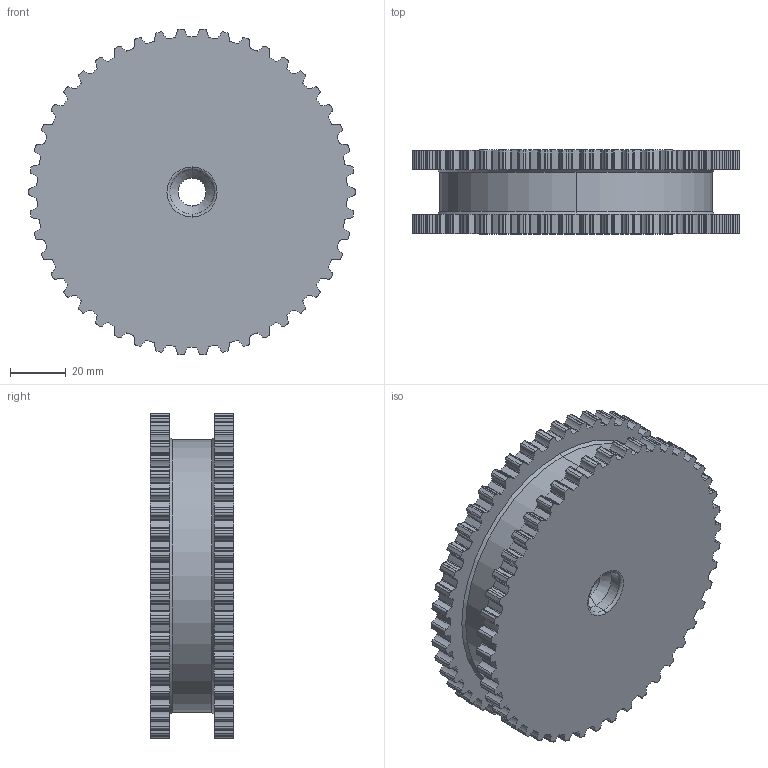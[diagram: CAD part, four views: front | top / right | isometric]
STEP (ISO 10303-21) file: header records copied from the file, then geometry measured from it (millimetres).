
FILE_DESCRIPTION (( 'STEP AP203' ), '1' );
FILE_NAME ('STS-S8M-34 Pulley.STEP', '2024-11-07T15:32:10', ( '' ), ( '' ), 'SwSTEP 2.0', 'SolidWorks 2024', '' );
FILE_SCHEMA (( 'CONFIG_CONTROL_DESIGN' ));
Length unit declared in the file: millimetre
Products named in the file (1): STS-S8M-34 Pulley
Bounding box: 117.14 x 30 x 116.95 mm (x, y, z)
Volume: 259690.8 mm3; surface area: 38335.1 mm2
Topology: 1 solids, 1 shells, 842 faces, 2498 edges, 1660 vertices
Faces by surface type: cylinder 826, cone 8, torus 4, plane 4
Entity records: 29299 total; most frequent: DIRECTION 5848, CARTESIAN_POINT 5001, ORIENTED_EDGE 4996, AXIS2_PLACEMENT_3D 2507, EDGE_CURVE 2498, CIRCLE 1664, VERTEX_POINT 1660, EDGE_LOOP 846
